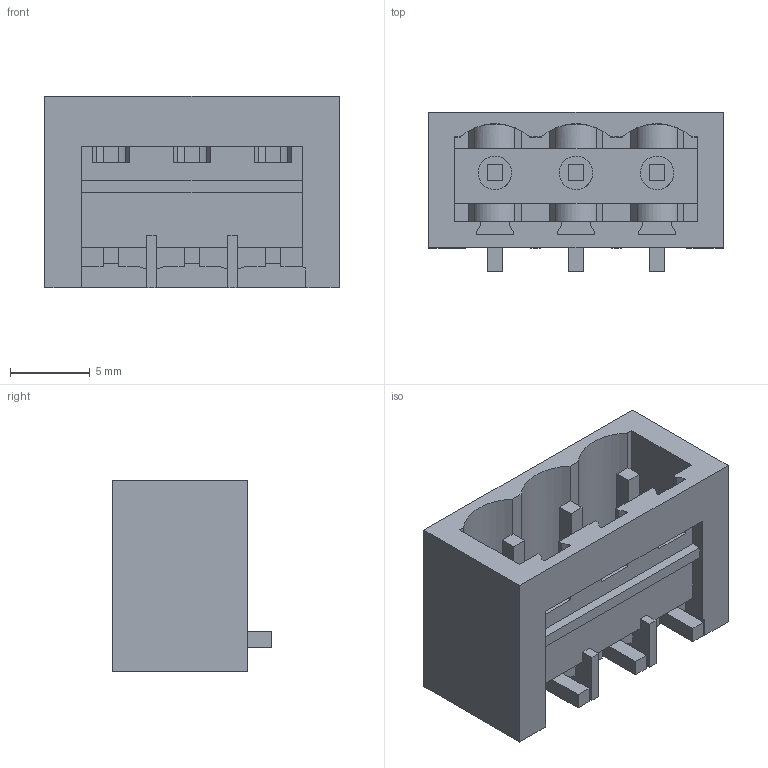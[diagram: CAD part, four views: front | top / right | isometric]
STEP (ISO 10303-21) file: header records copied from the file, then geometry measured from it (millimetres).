
FILE_DESCRIPTION(('CATIA V5 STEP Exchange','CAx-IF Rec.Pracs.--- Model Styling and Organization---1.2---2011-12-15'),'2;1');
FILE_NAME ('D1458295_0', '2017-07-11T10:58:15+00:00', ('none'), ('Weidmueller'), 'CATIA Version 5-6 Release 2014', 'CATIA V5 STEP AP214', 'none');
FILE_SCHEMA(('AUTOMOTIVE_DESIGN { 1 0 10303 214 1 1 1 1 }'));
Length unit declared in the file: millimetre
Products named in the file (1): 1877750000
Bounding box: 18.44 x 10 x 12 mm (x, y, z)
Volume: 885.8 mm3; surface area: 1804.8 mm2
Topology: 4 solids, 4 shells, 183 faces, 545 edges, 366 vertices
Faces by surface type: plane 156, cylinder 27
Entity records: 5796 total; most frequent: ORIENTED_EDGE 1090, CARTESIAN_POINT 1084, DIRECTION 778, EDGE_CURVE 545, VECTOR 469, LINE 469, VERTEX_POINT 366, EDGE_LOOP 191
